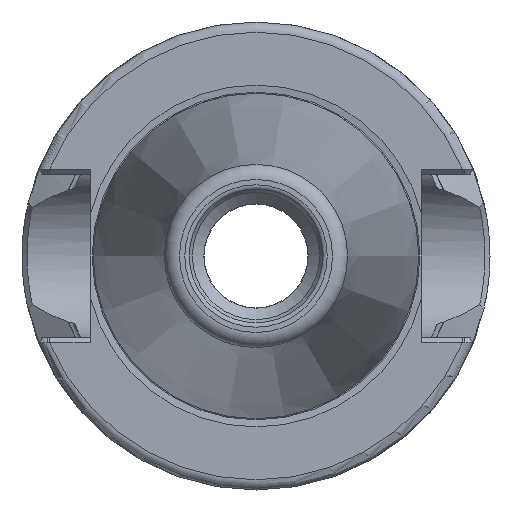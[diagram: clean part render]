
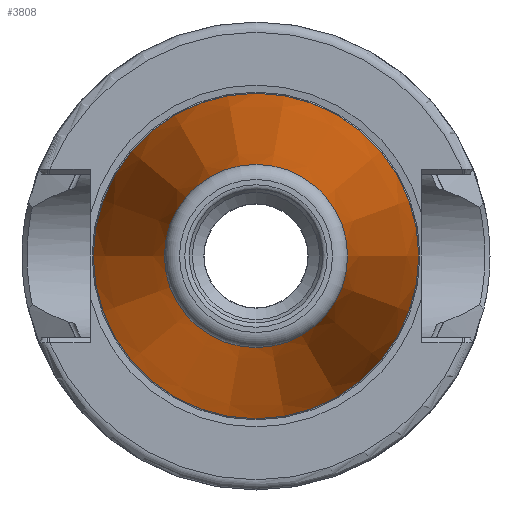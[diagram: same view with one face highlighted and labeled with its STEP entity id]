
A CAD part, left-side view. The second image highlights one B-rep face of the part: STEP entity #3808.
In plain terms, the highlighted conical face has half-angle 8.297 degrees and reference radius 12.502 mm.
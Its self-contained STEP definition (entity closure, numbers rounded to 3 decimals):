
#119=CONICAL_SURFACE('',#4152,12.502,0.145);
#313=LINE('',#6933,#490);
#490=VECTOR('',#4957,12.502);
#724=FACE_OUTER_BOUND('',#933,.T.);
#933=EDGE_LOOP('',(#2950,#2951,#2952,#2953,#2954,#2955,#2956));
#1188=CIRCLE('',#4148,9.004);
#1189=CIRCLE('',#4149,9.004);
#1190=CIRCLE('',#4150,9.004);
#1192=CIRCLE('',#4153,15.999);
#1193=CIRCLE('',#4154,15.999);
#1577=VERTEX_POINT('',#6921);
#1578=VERTEX_POINT('',#6922);
#1579=VERTEX_POINT('',#6924);
#1580=VERTEX_POINT('',#6929);
#1581=VERTEX_POINT('',#6930);
#2088=EDGE_CURVE('',#1577,#1578,#1188,.T.);
#2089=EDGE_CURVE('',#1579,#1577,#1189,.T.);
#2090=EDGE_CURVE('',#1578,#1579,#1190,.T.);
#2092=EDGE_CURVE('',#1580,#1581,#1192,.T.);
#2093=EDGE_CURVE('',#1581,#1580,#1193,.T.);
#2094=EDGE_CURVE('',#1581,#1579,#313,.T.);
#2950=ORIENTED_EDGE('',*,*,#2092,.F.);
#2951=ORIENTED_EDGE('',*,*,#2093,.F.);
#2952=ORIENTED_EDGE('',*,*,#2094,.T.);
#2953=ORIENTED_EDGE('',*,*,#2089,.T.);
#2954=ORIENTED_EDGE('',*,*,#2088,.T.);
#2955=ORIENTED_EDGE('',*,*,#2090,.T.);
#2956=ORIENTED_EDGE('',*,*,#2094,.F.);
#3808=ADVANCED_FACE('',(#724),#119,.T.);
#4148=AXIS2_PLACEMENT_3D('',#6923,#4943,#4944);
#4149=AXIS2_PLACEMENT_3D('',#6925,#4945,#4946);
#4150=AXIS2_PLACEMENT_3D('',#6926,#4947,#4948);
#4152=AXIS2_PLACEMENT_3D('',#6928,#4951,#4952);
#4153=AXIS2_PLACEMENT_3D('',#6931,#4953,#4954);
#4154=AXIS2_PLACEMENT_3D('',#6932,#4955,#4956);
#4943=DIRECTION('center_axis',(1.,0.,0.));
#4944=DIRECTION('ref_axis',(0.,0.,-1.));
#4945=DIRECTION('center_axis',(1.,0.,0.));
#4946=DIRECTION('ref_axis',(0.,0.,-1.));
#4947=DIRECTION('center_axis',(1.,0.,0.));
#4948=DIRECTION('ref_axis',(0.,0.,-1.));
#4951=DIRECTION('center_axis',(1.,0.,0.));
#4952=DIRECTION('ref_axis',(0.,1.,0.));
#4953=DIRECTION('center_axis',(1.,0.,0.));
#4954=DIRECTION('ref_axis',(0.,0.,-1.));
#4955=DIRECTION('center_axis',(1.,0.,0.));
#4956=DIRECTION('ref_axis',(0.,0.,-1.));
#4957=DIRECTION('',(-0.99,0.144,0.));
#6921=CARTESIAN_POINT('',(-47.116,9.004,0.));
#6922=CARTESIAN_POINT('',(-47.116,0.,9.004));
#6923=CARTESIAN_POINT('Origin',(-47.116,0.,0.));
#6924=CARTESIAN_POINT('',(-47.116,-9.004,0.));
#6925=CARTESIAN_POINT('Origin',(-47.116,0.,0.));
#6926=CARTESIAN_POINT('Origin',(-47.116,0.,0.));
#6928=CARTESIAN_POINT('Origin',(-23.132,0.,0.));
#6929=CARTESIAN_POINT('',(0.852,15.999,0.));
#6930=CARTESIAN_POINT('',(0.852,-15.999,0.));
#6931=CARTESIAN_POINT('Origin',(0.852,0.,0.));
#6932=CARTESIAN_POINT('Origin',(0.852,0.,0.));
#6933=CARTESIAN_POINT('',(-23.132,-12.502,0.));
